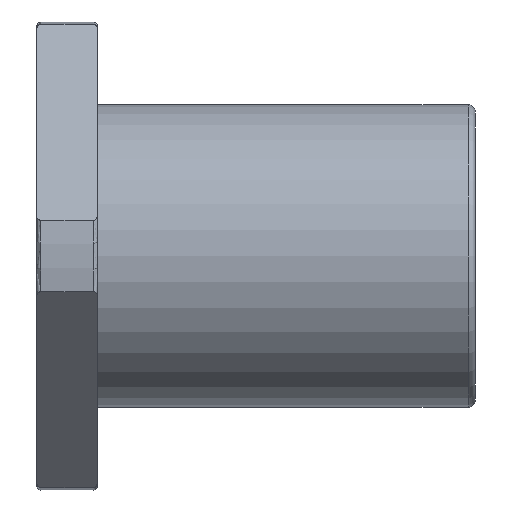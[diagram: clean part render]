
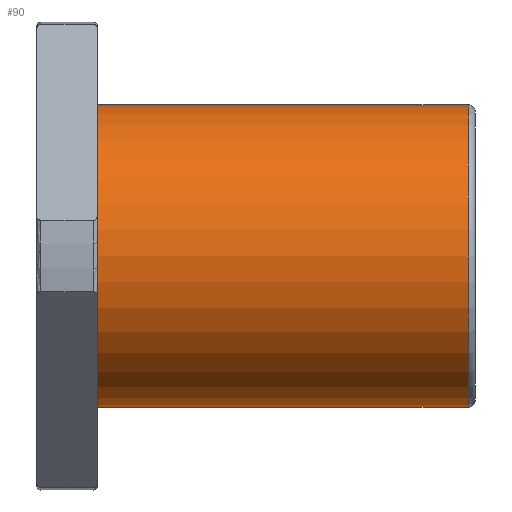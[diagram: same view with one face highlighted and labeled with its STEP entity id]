
A CAD part, front view. The second image highlights one B-rep face of the part: STEP entity #90.
In plain terms, the highlighted cylindrical face has radius 20 mm (diameter 40 mm), a full revolution.
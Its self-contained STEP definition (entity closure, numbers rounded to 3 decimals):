
#90 = ADVANCED_FACE( '', ( #206, #207 ), #208, .T. );
#206 = FACE_OUTER_BOUND( '', #349, .T. );
#207 = FACE_OUTER_BOUND( '', #350, .T. );
#208 = CYLINDRICAL_SURFACE( '', #351, 20. );
#349 = EDGE_LOOP( '', ( #552 ) );
#350 = EDGE_LOOP( '', ( #553 ) );
#351 = AXIS2_PLACEMENT_3D( '', #554, #555, #556 );
#552 = ORIENTED_EDGE( '', *, *, #778, .T. );
#553 = ORIENTED_EDGE( '', *, *, #779, .F. );
#554 = CARTESIAN_POINT( '', ( 58., 0., 0. ) );
#555 = DIRECTION( '', ( -1., 0., 0. ) );
#556 = DIRECTION( '', ( 0., 0., -1. ) );
#778 = EDGE_CURVE( '', #926, #926, #927, .T. );
#779 = EDGE_CURVE( '', #928, #928, #929, .T. );
#926 = VERTEX_POINT( '', #1179 );
#927 = CIRCLE( '', #1180, 20. );
#928 = VERTEX_POINT( '', #1181 );
#929 = CIRCLE( '', #1182, 20. );
#1179 = CARTESIAN_POINT( '', ( 8., 0., -20. ) );
#1180 = AXIS2_PLACEMENT_3D( '', #1377, #1378, #1379 );
#1181 = CARTESIAN_POINT( '', ( 57.063, 0., -20. ) );
#1182 = AXIS2_PLACEMENT_3D( '', #1380, #1381, #1382 );
#1377 = CARTESIAN_POINT( '', ( 8., 0., 0. ) );
#1378 = DIRECTION( '', ( 1., 0., 0. ) );
#1379 = DIRECTION( '', ( 0., 0., -1. ) );
#1380 = CARTESIAN_POINT( '', ( 57.063, 0., 0. ) );
#1381 = DIRECTION( '', ( 1., 0., 0. ) );
#1382 = DIRECTION( '', ( 0., 0., -1. ) );
